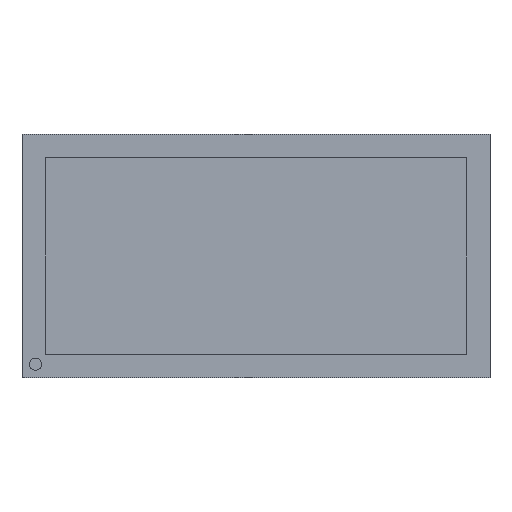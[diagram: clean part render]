
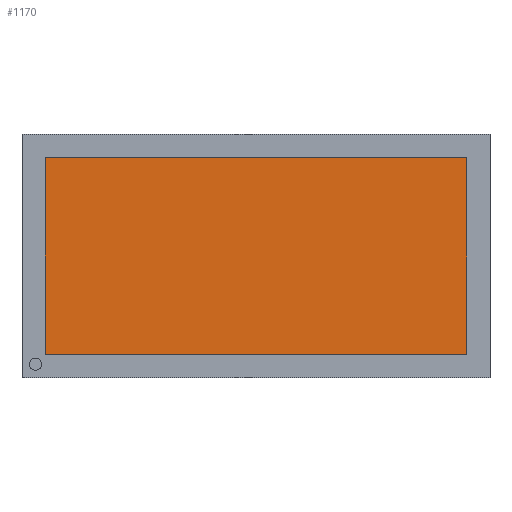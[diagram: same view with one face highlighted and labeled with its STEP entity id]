
A CAD part, front view. The second image highlights one B-rep face of the part: STEP entity #1170.
In plain terms, the highlighted planar face has unit normal (0, -1, 0).
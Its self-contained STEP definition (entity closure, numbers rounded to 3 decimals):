
#378 = EDGE_LOOP ( 'NONE', ( #5556, #4533, #1686, #1230 ) ) ;
#403 = VERTEX_POINT ( 'NONE', #4258 ) ;
#636 = LINE ( 'NONE', #4767, #6157 ) ;
#669 = CARTESIAN_POINT ( 'NONE',  ( -2.16, 0.1, 1.01 ) ) ;
#706 = DIRECTION ( 'NONE',  ( 0., 0., 1. ) ) ;
#866 = FACE_OUTER_BOUND ( 'NONE', #378, .T. ) ;
#1067 = CARTESIAN_POINT ( 'NONE',  ( 2.16, 0.1, 1.01 ) ) ;
#1162 = CARTESIAN_POINT ( 'NONE',  ( 0., 0.1, 0. ) ) ;
#1170 = ADVANCED_FACE ( 'NONE', ( #866 ), #5137, .T. ) ;
#1230 = ORIENTED_EDGE ( 'NONE', *, *, #3522, .T. ) ;
#1686 = ORIENTED_EDGE ( 'NONE', *, *, #6439, .T. ) ;
#1722 = VERTEX_POINT ( 'NONE', #669 ) ;
#1730 = DIRECTION ( 'NONE',  ( 0., 0., -1. ) ) ;
#1902 = DIRECTION ( 'NONE',  ( 0., 0., -1. ) ) ;
#2133 = CARTESIAN_POINT ( 'NONE',  ( 2.16, 0.1, -1.01 ) ) ;
#2432 = VECTOR ( 'NONE', #706, 1000. ) ;
#2636 = DIRECTION ( 'NONE',  ( 1., 0., 0. ) ) ;
#2709 = VERTEX_POINT ( 'NONE', #4609 ) ;
#2727 = VECTOR ( 'NONE', #2636, 1000. ) ;
#2825 = AXIS2_PLACEMENT_3D ( 'NONE', #1162, #3399, #1730 ) ;
#2887 = CARTESIAN_POINT ( 'NONE',  ( 2.16, 0.1, -1.01 ) ) ;
#3093 = LINE ( 'NONE', #2133, #2727 ) ;
#3399 = DIRECTION ( 'NONE',  ( 0., -1., 0. ) ) ;
#3522 = EDGE_CURVE ( 'NONE', #403, #1722, #6081, .T. ) ;
#3823 = EDGE_CURVE ( 'NONE', #1722, #2709, #636, .T. ) ;
#3907 = VECTOR ( 'NONE', #5553, 1000. ) ;
#4071 = VERTEX_POINT ( 'NONE', #5584 ) ;
#4258 = CARTESIAN_POINT ( 'NONE',  ( 2.16, 0.1, 1.01 ) ) ;
#4533 = ORIENTED_EDGE ( 'NONE', *, *, #5117, .T. ) ;
#4609 = CARTESIAN_POINT ( 'NONE',  ( -2.16, 0.1, -1.01 ) ) ;
#4767 = CARTESIAN_POINT ( 'NONE',  ( -2.16, 0.1, -1.01 ) ) ;
#5117 = EDGE_CURVE ( 'NONE', #2709, #4071, #3093, .T. ) ;
#5137 = PLANE ( 'NONE',  #2825 ) ;
#5553 = DIRECTION ( 'NONE',  ( -1., 0., 0. ) ) ;
#5556 = ORIENTED_EDGE ( 'NONE', *, *, #3823, .T. ) ;
#5584 = CARTESIAN_POINT ( 'NONE',  ( 2.16, 0.1, -1.01 ) ) ;
#5874 = LINE ( 'NONE', #2887, #2432 ) ;
#6081 = LINE ( 'NONE', #1067, #3907 ) ;
#6157 = VECTOR ( 'NONE', #1902, 1000. ) ;
#6439 = EDGE_CURVE ( 'NONE', #4071, #403, #5874, .T. ) ;
